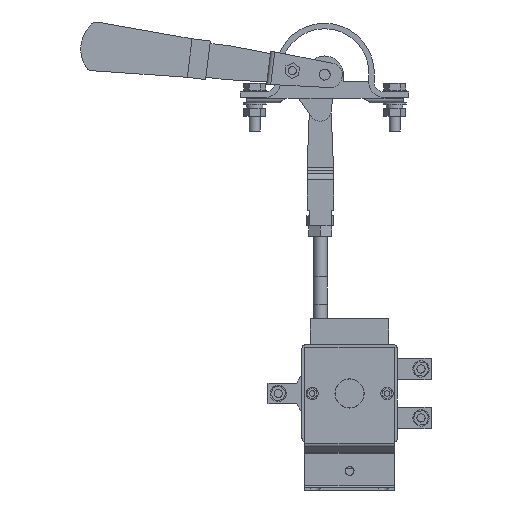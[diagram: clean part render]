
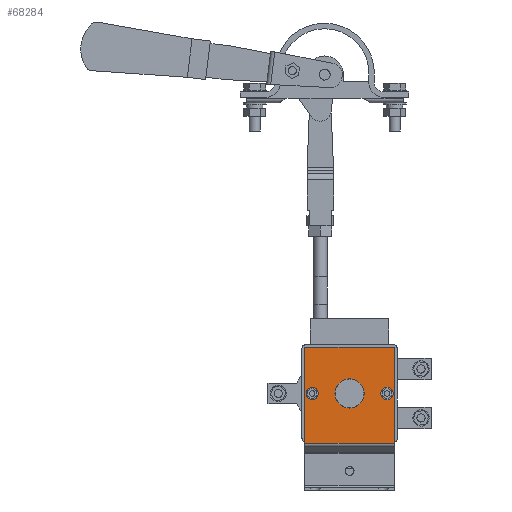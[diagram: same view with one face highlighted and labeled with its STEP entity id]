
A CAD part, left-side view. The second image highlights one B-rep face of the part: STEP entity #68284.
In plain terms, the highlighted planar face has unit normal (-1, 0, 0).
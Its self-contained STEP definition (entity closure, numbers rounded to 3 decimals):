
#549 = DIRECTION ( 'NONE',  ( 0., 0., -1. ) ) ;
#957 = VERTEX_POINT ( 'NONE', #37200 ) ;
#2248 = CARTESIAN_POINT ( 'NONE',  ( -68.5, -33., -36.638 ) ) ;
#5382 = DIRECTION ( 'NONE',  ( 1., 0., 0. ) ) ;
#5828 = VERTEX_POINT ( 'NONE', #56113 ) ;
#6084 = CARTESIAN_POINT ( 'NONE',  ( -68.5, 0., 0. ) ) ;
#6246 = EDGE_CURVE ( 'NONE', #47417, #47417, #60263, .T. ) ;
#6694 = EDGE_CURVE ( 'NONE', #31724, #31724, #29891, .T. ) ;
#6747 = CARTESIAN_POINT ( 'NONE',  ( -68.5, -33., 0. ) ) ;
#7262 = EDGE_CURVE ( 'NONE', #5828, #71542, #61836, .T. ) ;
#7343 = CARTESIAN_POINT ( 'NONE',  ( -68.5, 33., 34. ) ) ;
#8178 = LINE ( 'NONE', #12155, #65599 ) ;
#10051 = EDGE_LOOP ( 'NONE', ( #56865 ) ) ;
#10781 = EDGE_CURVE ( 'NONE', #58008, #5828, #8178, .T. ) ;
#11365 = EDGE_CURVE ( 'NONE', #58008, #957, #27104, .T. ) ;
#11819 = EDGE_CURVE ( 'NONE', #71542, #957, #52878, .T. ) ;
#12155 = CARTESIAN_POINT ( 'NONE',  ( -68.5, 141.448, 34. ) ) ;
#12193 = DIRECTION ( 'NONE',  ( 0., 0., -1. ) ) ;
#12314 = EDGE_CURVE ( 'NONE', #55626, #55626, #13639, .T. ) ;
#12333 = CARTESIAN_POINT ( 'NONE',  ( -68.5, 33., 0. ) ) ;
#12898 = DIRECTION ( 'NONE',  ( 0., 0., -1. ) ) ;
#13639 = CIRCLE ( 'NONE', #43034, 4.5 ) ;
#14148 = ORIENTED_EDGE ( 'NONE', *, *, #11819, .F. ) ;
#14648 = VECTOR ( 'NONE', #12898, 1000. ) ;
#15797 = FACE_BOUND ( 'NONE', #32825, .T. ) ;
#16586 = PLANE ( 'NONE',  #32592 ) ;
#17680 = FACE_OUTER_BOUND ( 'NONE', #43918, .T. ) ;
#18364 = CARTESIAN_POINT ( 'NONE',  ( -68.5, 33., -36.638 ) ) ;
#20765 = ORIENTED_EDGE ( 'NONE', *, *, #11365, .T. ) ;
#22697 = CARTESIAN_POINT ( 'NONE',  ( -68.5, 141.448, 0. ) ) ;
#27104 = LINE ( 'NONE', #12333, #58379 ) ;
#28779 = DIRECTION ( 'NONE',  ( -1., 0., 0. ) ) ;
#29891 = CIRCLE ( 'NONE', #68590, 10.75 ) ;
#31724 = VERTEX_POINT ( 'NONE', #73216 ) ;
#31843 = FACE_BOUND ( 'NONE', #10051, .T. ) ;
#32592 = AXIS2_PLACEMENT_3D ( 'NONE', #22697, #28779, #69530 ) ;
#32688 = CARTESIAN_POINT ( 'NONE',  ( -68.5, 27.5, -4.5 ) ) ;
#32825 = EDGE_LOOP ( 'NONE', ( #49608 ) ) ;
#33888 = ORIENTED_EDGE ( 'NONE', *, *, #6246, .T. ) ;
#36494 = DIRECTION ( 'NONE',  ( 0., 1., 0. ) ) ;
#36654 = DIRECTION ( 'NONE',  ( 1., 0., 0. ) ) ;
#37200 = CARTESIAN_POINT ( 'NONE',  ( -68.5, 33., -36.638 ) ) ;
#37243 = VECTOR ( 'NONE', #36494, 1000. ) ;
#41413 = CARTESIAN_POINT ( 'NONE',  ( -68.5, 27.5, 0. ) ) ;
#43034 = AXIS2_PLACEMENT_3D ( 'NONE', #71322, #36654, #549 ) ;
#43918 = EDGE_LOOP ( 'NONE', ( #75564, #65787, #20765, #14148 ) ) ;
#47296 = DIRECTION ( 'NONE',  ( 0., 0., -1. ) ) ;
#47417 = VERTEX_POINT ( 'NONE', #32688 ) ;
#47542 = FACE_BOUND ( 'NONE', #54754, .T. ) ;
#47968 = DIRECTION ( 'NONE',  ( 0., -1., 0. ) ) ;
#48014 = DIRECTION ( 'NONE',  ( 1., 0., 0. ) ) ;
#49608 = ORIENTED_EDGE ( 'NONE', *, *, #12314, .T. ) ;
#50727 = CARTESIAN_POINT ( 'NONE',  ( -68.5, -27.5, -4.5 ) ) ;
#52878 = LINE ( 'NONE', #18364, #37243 ) ;
#54754 = EDGE_LOOP ( 'NONE', ( #33888 ) ) ;
#55626 = VERTEX_POINT ( 'NONE', #50727 ) ;
#56113 = CARTESIAN_POINT ( 'NONE',  ( -68.5, -33., 34. ) ) ;
#56865 = ORIENTED_EDGE ( 'NONE', *, *, #6694, .T. ) ;
#58008 = VERTEX_POINT ( 'NONE', #7343 ) ;
#58379 = VECTOR ( 'NONE', #65515, 1000. ) ;
#60263 = CIRCLE ( 'NONE', #70771, 4.5 ) ;
#61836 = LINE ( 'NONE', #6747, #14648 ) ;
#65515 = DIRECTION ( 'NONE',  ( 0., 0., -1. ) ) ;
#65599 = VECTOR ( 'NONE', #47968, 1000. ) ;
#65787 = ORIENTED_EDGE ( 'NONE', *, *, #10781, .F. ) ;
#68284 = ADVANCED_FACE ( 'NONE', ( #47542, #31843, #17680, #15797 ), #16586, .T. ) ;
#68590 = AXIS2_PLACEMENT_3D ( 'NONE', #6084, #48014, #12193 ) ;
#69530 = DIRECTION ( 'NONE',  ( 0., 0., -1. ) ) ;
#70771 = AXIS2_PLACEMENT_3D ( 'NONE', #41413, #5382, #47296 ) ;
#71322 = CARTESIAN_POINT ( 'NONE',  ( -68.5, -27.5, 0. ) ) ;
#71542 = VERTEX_POINT ( 'NONE', #2248 ) ;
#73216 = CARTESIAN_POINT ( 'NONE',  ( -68.5, 0., -10.75 ) ) ;
#75564 = ORIENTED_EDGE ( 'NONE', *, *, #7262, .F. ) ;
